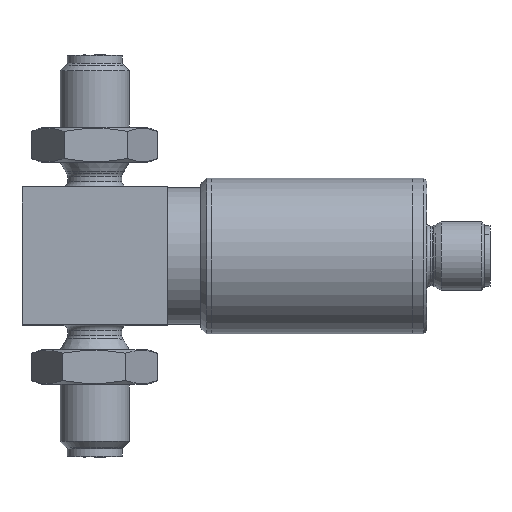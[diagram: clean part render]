
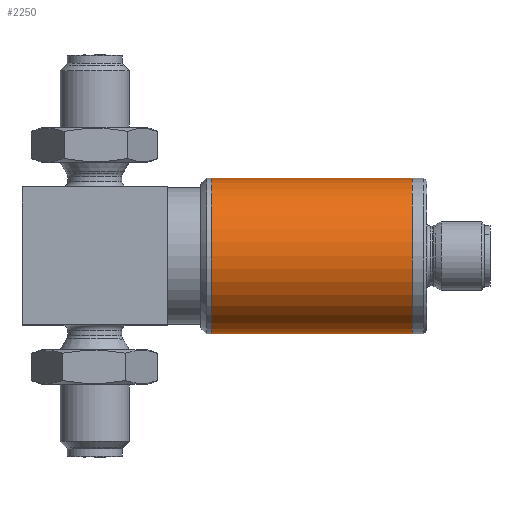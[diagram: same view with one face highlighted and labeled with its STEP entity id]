
A CAD part, top view. The second image highlights one B-rep face of the part: STEP entity #2250.
In plain terms, the highlighted cylindrical face has radius 13.5 mm (diameter 27 mm), a partial arc.
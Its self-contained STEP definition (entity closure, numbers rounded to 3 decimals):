
#2128=CARTESIAN_POINT('',(0.,0.,0.));
#2129=DIRECTION('',(0.,-1.,0.));
#2130=DIRECTION('',(1.,0.,0.));
#2131=AXIS2_PLACEMENT_3D('',#2128,#2129,#2130);
#2136=DIRECTION('',(0.,1.,0.));
#2137=VECTOR('',#2136,35.);
#2138=CARTESIAN_POINT('',(13.5,0.,0.));
#2139=LINE('',#2138,#2137);
#2143=DIRECTION('',(0.,1.,0.));
#2144=VECTOR('',#2143,35.);
#2145=CARTESIAN_POINT('',(-13.5,0.,0.));
#2146=LINE('',#2145,#2144);
#2166=CARTESIAN_POINT('',(0.,35.,0.));
#2167=DIRECTION('',(0.,-1.,0.));
#2168=DIRECTION('',(1.,0.,0.));
#2169=AXIS2_PLACEMENT_3D('',#2166,#2167,#2168);
#2178=CARTESIAN_POINT('',(13.5,0.,0.));
#2179=CARTESIAN_POINT('',(13.5,35.,0.));
#2180=VERTEX_POINT('',#2178);
#2181=VERTEX_POINT('',#2179);
#2186=CARTESIAN_POINT('',(-13.5,0.,0.));
#2187=CARTESIAN_POINT('',(-13.5,35.,0.));
#2188=VERTEX_POINT('',#2186);
#2189=VERTEX_POINT('',#2187);
#2236=CARTESIAN_POINT('',(0.,36.75,0.));
#2237=DIRECTION('',(0.,-1.,0.));
#2238=DIRECTION('',(-1.,0.,0.));
#2239=AXIS2_PLACEMENT_3D('',#2236,#2237,#2238);
#2240=CYLINDRICAL_SURFACE('',#2239,13.5);
#2242=ORIENTED_EDGE('',*,*,#2241,.F.);
#2243=ORIENTED_EDGE('',*,*,#2225,.T.);
#2245=ORIENTED_EDGE('',*,*,#2244,.T.);
#2247=ORIENTED_EDGE('',*,*,#2246,.F.);
#2248=EDGE_LOOP('',(#2242,#2243,#2245,#2247));
#2249=FACE_OUTER_BOUND('',#2248,.F.);
#2132=CIRCLE('',#2131,13.5);
#2170=CIRCLE('',#2169,13.5);
#2225=EDGE_CURVE('',#2180,#2188,#2132,.T.);
#2241=EDGE_CURVE('',#2180,#2181,#2139,.T.);
#2244=EDGE_CURVE('',#2188,#2189,#2146,.T.);
#2246=EDGE_CURVE('',#2181,#2189,#2170,.T.);
#2250=ADVANCED_FACE('',(#2249),#2240,.T.);
